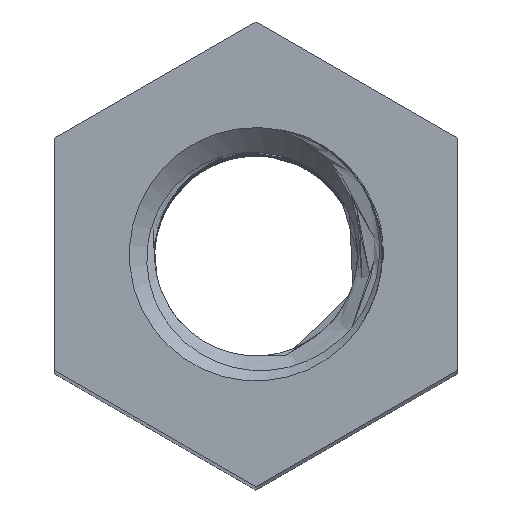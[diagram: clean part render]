
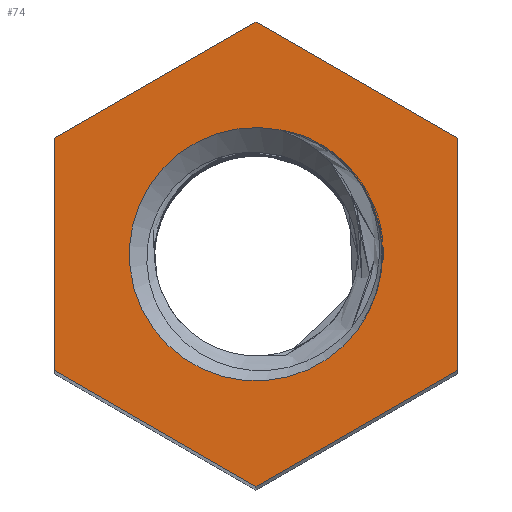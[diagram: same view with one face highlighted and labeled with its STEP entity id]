
A CAD part, top view. The second image highlights one B-rep face of the part: STEP entity #74.
In plain terms, the highlighted planar face has unit normal (0, 0, 1).
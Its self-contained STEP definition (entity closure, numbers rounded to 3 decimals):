
#74=ADVANCED_FACE('',(#482,#484),#486,.T.);
#482=FACE_BOUND('',#483,.T.);
#483=EDGE_LOOP('',(#25579,#25580,#25581,#25582,#25583,#25584));
#484=FACE_BOUND('',#485,.T.);
#485=EDGE_LOOP('',(#25585,#25586));
#486=PLANE('',#487);
#487=AXIS2_PLACEMENT_3D('',#488,#489,#490);
#488=CARTESIAN_POINT('',(0.,0.,20.));
#489=DIRECTION('',(0.,0.,1.));
#490=DIRECTION('',(-1.,0.,0.));
#25579=ORIENTED_EDGE('',*,*,#25837,.T.);
#25580=ORIENTED_EDGE('',*,*,#25838,.T.);
#25581=ORIENTED_EDGE('',*,*,#25839,.T.);
#25582=ORIENTED_EDGE('',*,*,#25840,.T.);
#25583=ORIENTED_EDGE('',*,*,#25841,.T.);
#25584=ORIENTED_EDGE('',*,*,#25842,.T.);
#25585=ORIENTED_EDGE('',*,*,#25843,.T.);
#25586=ORIENTED_EDGE('',*,*,#25827,.T.);
#25827=EDGE_CURVE('',#25959,#25957,#25960,.F.);
#25837=EDGE_CURVE('',#25978,#25979,#25980,.T.);
#25838=EDGE_CURVE('',#25979,#25981,#25982,.T.);
#25839=EDGE_CURVE('',#25981,#25983,#25984,.T.);
#25840=EDGE_CURVE('',#25983,#25985,#25986,.T.);
#25841=EDGE_CURVE('',#25985,#25987,#25988,.T.);
#25842=EDGE_CURVE('',#25987,#25978,#25989,.T.);
#25843=EDGE_CURVE('',#25957,#25959,#25990,.F.);
#25957=VERTEX_POINT('',#26187);
#25959=VERTEX_POINT('',#26200);
#25960=CIRCLE('',#26201,1.26);
#25978=VERTEX_POINT('',#26362);
#25979=VERTEX_POINT('',#26363);
#25980=LINE('',#26364,#26365);
#25981=VERTEX_POINT('',#26367);
#25982=LINE('',#26368,#26369);
#25983=VERTEX_POINT('',#26371);
#25984=LINE('',#26372,#26373);
#25985=VERTEX_POINT('',#26375);
#25986=LINE('',#26376,#26377);
#25987=VERTEX_POINT('',#26379);
#25988=LINE('',#26380,#26381);
#25989=LINE('',#26383,#26384);
#25990=B_SPLINE_CURVE_WITH_KNOTS('',3,
(#26386,#26387,#26388,#26389,#26390,#26391,#26392,#26393,#26394,#26395,#26396,#26397,
#26398,#26399,#26400,#26401,#26402,#26403,#26404,#26405),
.UNSPECIFIED.,.F.,.F.,
(4,1,1,1,1,1,1,1,1,1,1,1,1,1,1,1,1,4),
(0.,0.068,0.102,0.204,0.207,0.317,
0.352,0.433,0.514,0.553,0.667,
0.684,0.773,0.848,0.859,0.935,
0.963,1.),
.UNSPECIFIED.);
#26187=CARTESIAN_POINT('',(0.249,1.235,20.));
#26200=CARTESIAN_POINT('',(0.945,0.833,20.));
#26201=AXIS2_PLACEMENT_3D('',#26202,#26203,#26204);
#26202=CARTESIAN_POINT('',(0.,0.,20.));
#26203=DIRECTION('',(0.,0.,1.));
#26204=DIRECTION('',(0.198,0.98,0.));
#26362=CARTESIAN_POINT('',(0.,-2.309,20.));
#26363=CARTESIAN_POINT('',(2.,-1.155,20.));
#26364=CARTESIAN_POINT('',(0.,-2.309,20.));
#26365=VECTOR('',#26366,1.);
#26366=DIRECTION('',(0.866,0.5,0.));
#26367=CARTESIAN_POINT('',(2.,1.155,20.));
#26368=CARTESIAN_POINT('',(2.,-1.155,20.));
#26369=VECTOR('',#26370,1.);
#26370=DIRECTION('',(0.,1.,0.));
#26371=CARTESIAN_POINT('',(0.,2.309,20.));
#26372=CARTESIAN_POINT('',(2.,1.155,20.));
#26373=VECTOR('',#26374,1.);
#26374=DIRECTION('',(-0.866,0.5,0.));
#26375=CARTESIAN_POINT('',(-2.,1.155,20.));
#26376=CARTESIAN_POINT('',(0.,2.309,20.));
#26377=VECTOR('',#26378,1.);
#26378=DIRECTION('',(-0.866,-0.5,0.));
#26379=CARTESIAN_POINT('',(-2.,-1.155,20.));
#26380=CARTESIAN_POINT('',(-2.,1.155,20.));
#26381=VECTOR('',#26382,1.);
#26382=DIRECTION('',(0.,-1.,0.));
#26383=CARTESIAN_POINT('',(-2.,-1.155,20.));
#26384=VECTOR('',#26385,1.);
#26385=DIRECTION('',(0.866,-0.5,0.));
#26386=CARTESIAN_POINT('',(0.945,0.833,20.));
#26387=CARTESIAN_POINT('',(0.934,0.848,20.));
#26388=CARTESIAN_POINT('',(0.916,0.869,20.));
#26389=CARTESIAN_POINT('',(0.878,0.911,20.));
#26390=CARTESIAN_POINT('',(0.851,0.938,20.));
#26391=CARTESIAN_POINT('',(0.807,0.978,20.));
#26392=CARTESIAN_POINT('',(0.777,1.004,20.));
#26393=CARTESIAN_POINT('',(0.727,1.041,20.));
#26394=CARTESIAN_POINT('',(0.682,1.071,20.));
#26395=CARTESIAN_POINT('',(0.635,1.1,20.));
#26396=CARTESIAN_POINT('',(0.579,1.131,20.));
#26397=CARTESIAN_POINT('',(0.537,1.151,20.));
#26398=CARTESIAN_POINT('',(0.481,1.174,20.));
#26399=CARTESIAN_POINT('',(0.435,1.191,20.));
#26400=CARTESIAN_POINT('',(0.388,1.205,20.));
#26401=CARTESIAN_POINT('',(0.345,1.217,20.));
#26402=CARTESIAN_POINT('',(0.314,1.224,20.));
#26403=CARTESIAN_POINT('',(0.276,1.231,20.));
#26404=CARTESIAN_POINT('',(0.259,1.234,20.));
#26405=CARTESIAN_POINT('',(0.249,1.235,20.));
